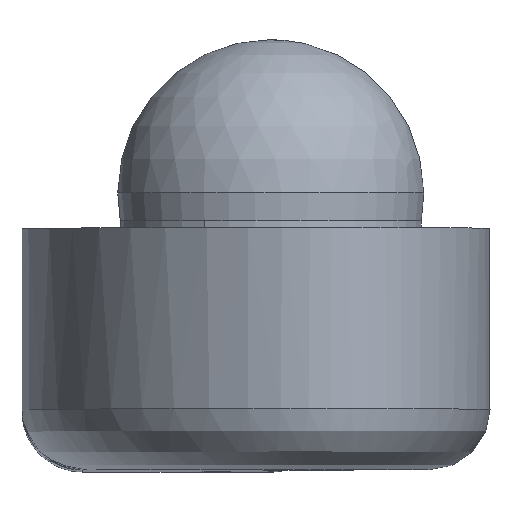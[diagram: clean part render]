
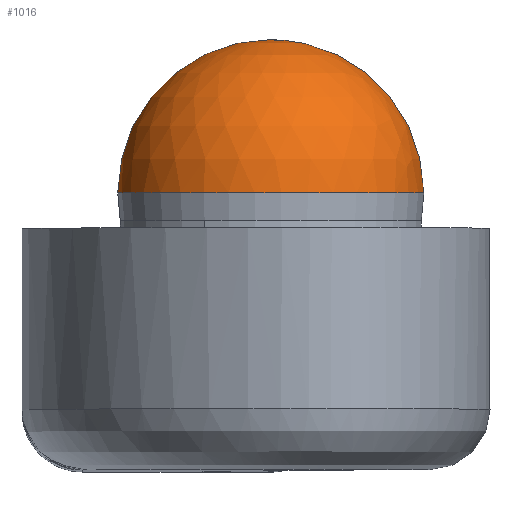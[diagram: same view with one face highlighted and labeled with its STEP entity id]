
A CAD part, top view. The second image highlights one B-rep face of the part: STEP entity #1016.
In plain terms, the highlighted spherical face has radius 5.083 mm.
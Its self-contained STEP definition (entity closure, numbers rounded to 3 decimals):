
#68 = SPHERICAL_SURFACE ( 'NONE', #294, 5.083 ) ;
#104 = AXIS2_PLACEMENT_3D ( 'NONE', #427, #1191, #515 ) ;
#145 = ORIENTED_EDGE ( 'NONE', *, *, #162, .F. ) ;
#148 = CARTESIAN_POINT ( 'NONE',  ( 14.647, 5.167, 40.291 ) ) ;
#162 = EDGE_CURVE ( 'NONE', #577, #196, #220, .T. ) ;
#196 = VERTEX_POINT ( 'NONE', #247 ) ;
#220 = CIRCLE ( 'NONE', #104, 5.083 ) ;
#236 = CIRCLE ( 'NONE', #1046, 5.083 ) ;
#240 = FACE_OUTER_BOUND ( 'NONE', #677, .T. ) ;
#247 = CARTESIAN_POINT ( 'NONE',  ( 12.419, 5.167, 44.86 ) ) ;
#294 = AXIS2_PLACEMENT_3D ( 'NONE', #1203, #815, #737 ) ;
#427 = CARTESIAN_POINT ( 'NONE',  ( 14.647, 5.167, 40.291 ) ) ;
#515 = DIRECTION ( 'NONE',  ( 0., 0., -1. ) ) ;
#577 = VERTEX_POINT ( 'NONE', #1085 ) ;
#677 = EDGE_LOOP ( 'NONE', ( #145, #1215 ) ) ;
#737 = DIRECTION ( 'NONE',  ( 0.899, 0., 0.438 ) ) ;
#815 = DIRECTION ( 'NONE',  ( 0., 1., 0. ) ) ;
#903 = EDGE_CURVE ( 'NONE', #577, #196, #236, .T. ) ;
#1000 = DIRECTION ( 'NONE',  ( 0., 1., 0. ) ) ;
#1016 = ADVANCED_FACE ( 'NONE', ( #240 ), #68, .T. ) ;
#1046 = AXIS2_PLACEMENT_3D ( 'NONE', #148, #1000, #1099 ) ;
#1085 = CARTESIAN_POINT ( 'NONE',  ( 16.876, 5.167, 35.722 ) ) ;
#1099 = DIRECTION ( 'NONE',  ( -1., 0., 0. ) ) ;
#1191 = DIRECTION ( 'NONE',  ( 0., -1., 0. ) ) ;
#1203 = CARTESIAN_POINT ( 'NONE',  ( 14.647, 5.167, 40.291 ) ) ;
#1215 = ORIENTED_EDGE ( 'NONE', *, *, #903, .T. ) ;
